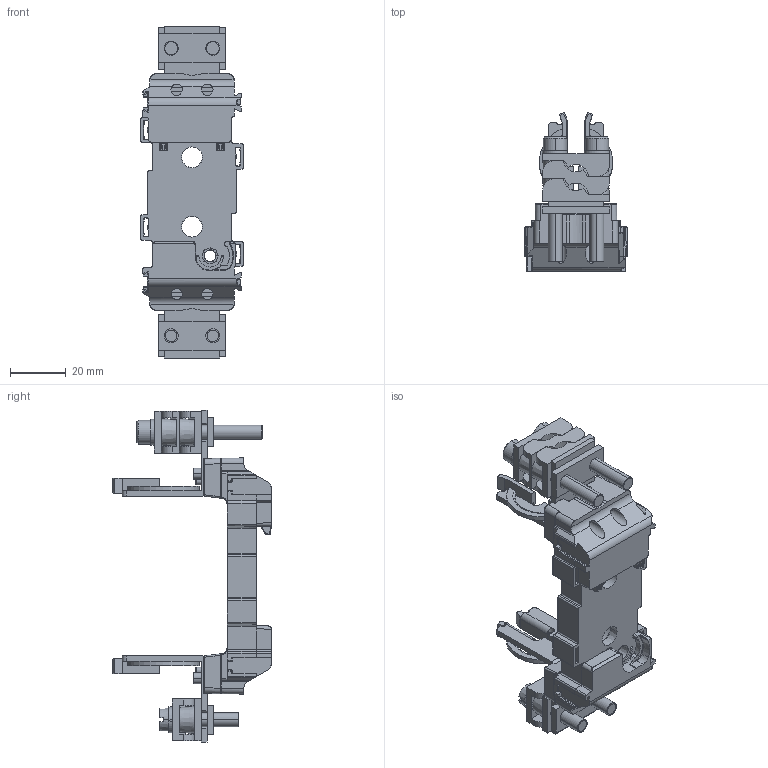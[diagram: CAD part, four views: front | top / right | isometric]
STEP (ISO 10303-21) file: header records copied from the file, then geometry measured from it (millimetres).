
FILE_DESCRIPTION((''),'2;1');
FILE_NAME('004121300_PT00_M8-M8_1P_ASM','2023-10-24T13:32:01',('klemen.sitar'),('Audax d.o.o.'),'CREO PARAMETRIC BY PTC INC, 2021304','CREO PARAMETRIC BY PTC INC, 2021304','');
FILE_SCHEMA(('AP242_MANAGED_MODEL_BASED_3D_ENGINEERING_MIM_LF { 1 0 10303 442 1 1 4 }'));
Products named in the file (20): BASE_V2_1_1_2_1_1; ETI_LOGO_9_9X5_78MM; 0000046567_1_1_2_3_1_1; 0000046566_1_1_2_3_1_1; 0000046594_1_1_1_1; 0000046581_1_1_2_3_1_1; 0000046592_1_1_1_1; 0000046519_1_1_2_3_4_1; 0000046559_1_1_2_3_4_5_6_1; 0000031008_AF1_1_1_2_3_4_5_6_1; 0000046567_1_1_1_2_3_1_1; 0000046566_1_1_1_2_3_1_1; 0000046581_1_1_1_2_3_1_1; 0000046569_1_1_1_2_3_1_1; 0000046519_1_1_2_1_1_1; 0000046559_1_1_2_3_4_1_1_1; 0000031008_AF1_1_1_2_3_4_1_1_1; ASM0028_ASM_1_ASM; 004121306_PT00_P00-2P00_1P_ASM; 004121300_PT00_M8-M8_1P_ASM
Assembly tree (27 placements, depth 4):
  004121300_PT00_M8-M8_1P_ASM
    BASE_V2_1_1_2_1_1
    ETI_LOGO_9_9X5_78MM
    004121306_PT00_P00-2P00_1P_ASM
      ASM0028_ASM_1_ASM
        0000046567_1_1_2_3_1_1  x2
        0000046566_1_1_2_3_1_1
        0000046594_1_1_1_1
        0000046581_1_1_2_3_1_1  x2
        0000046592_1_1_1_1  x2
        0000046519_1_1_2_3_4_1
        0000046559_1_1_2_3_4_5_6_1  x2
        0000031008_AF1_1_1_2_3_4_5_6_1
        0000046567_1_1_1_2_3_1_1  x2
        0000046566_1_1_1_2_3_1_1
        0000046581_1_1_1_2_3_1_1  x2
        0000046569_1_1_1_2_3_1_1  x2
        0000046519_1_1_2_1_1_1
        0000046559_1_1_2_3_4_1_1_1  x2
        0000031008_AF1_1_1_2_3_4_1_1_1
Bounding box: 37 x 57.2 x 119.5 mm (x, y, z)
Volume: 51148.2 mm3; surface area: 36252.7 mm2
Topology: 27 solids, 58 shells, 2053 faces, 5192 edges, 3156 vertices
Faces by surface type: plane 864, cylinder 709, bspline 212, torus 129, sphere 68, cone 66, extrusion 4, revolution 1
Entity records: 99915 total; most frequent: CARTESIAN_POINT 26722, ORIENTED_EDGE 9242, DIRECTION 8427, PRESENTATION_STYLE_ASSIGNMENT 6544, STYLED_ITEM 6544, CURVE_STYLE 4650, EDGE_CURVE 4645, AXIS2_PLACEMENT_3D 2994
